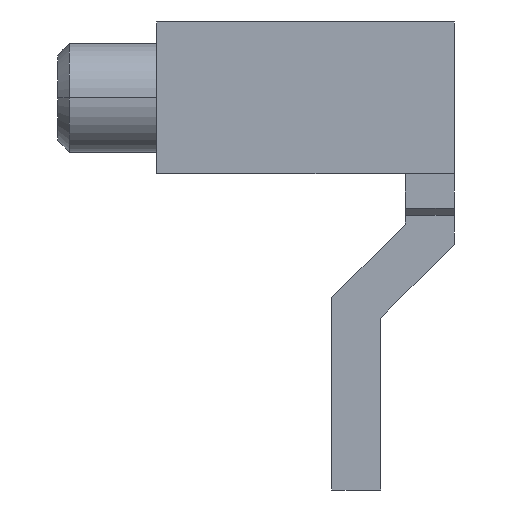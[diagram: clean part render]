
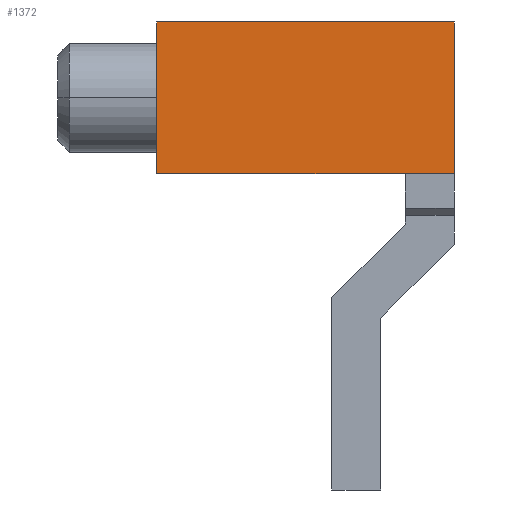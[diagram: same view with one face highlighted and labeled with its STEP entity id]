
A CAD part, left-side view. The second image highlights one B-rep face of the part: STEP entity #1372.
In plain terms, the highlighted planar face has unit normal (-1, 0, 0).
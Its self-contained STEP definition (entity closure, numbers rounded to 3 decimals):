
#1354=AXIS2_PLACEMENT_3D('Plane Axis2P3D',#1351,#1352,#1353) ;
#840=CARTESIAN_POINT('Vertex',(-35.5,47.4,108.75)) ;
#845=CARTESIAN_POINT('Line Origine',(-35.5,47.4,116.5)) ;
#849=CARTESIAN_POINT('Vertex',(-35.5,47.4,124.25)) ;
#1232=CARTESIAN_POINT('Vertex',(-35.5,17.,124.25)) ;
#1235=CARTESIAN_POINT('Line Origine',(-35.5,17.,116.5)) ;
#1239=CARTESIAN_POINT('Vertex',(-35.5,17.,108.75)) ;
#1351=CARTESIAN_POINT('Axis2P3D Location',(-35.5,0.,0.)) ;
#1356=CARTESIAN_POINT('Line Origine',(-35.5,32.2,124.25)) ;
#1361=CARTESIAN_POINT('Line Origine',(-35.5,32.2,108.75)) ;
#846=DIRECTION('Vector Direction',(0.,0.,-1.)) ;
#1236=DIRECTION('Vector Direction',(0.,0.,1.)) ;
#1352=DIRECTION('Axis2P3D Direction',(1.,0.,0.)) ;
#1353=DIRECTION('Axis2P3D XDirection',(0.,1.,0.)) ;
#1357=DIRECTION('Vector Direction',(0.,1.,0.)) ;
#1362=DIRECTION('Vector Direction',(0.,1.,0.)) ;
#847=VECTOR('Line Direction',#846,1.) ;
#1237=VECTOR('Line Direction',#1236,1.) ;
#1358=VECTOR('Line Direction',#1357,1.) ;
#1363=VECTOR('Line Direction',#1362,1.) ;
#1367=ORIENTED_EDGE('',*,*,#1241,.F.) ;
#1368=ORIENTED_EDGE('',*,*,#1360,.F.) ;
#1369=ORIENTED_EDGE('',*,*,#851,.F.) ;
#1370=ORIENTED_EDGE('',*,*,#1365,.F.) ;
#1372=ADVANCED_FACE('Terminali esterni superiori',(#1371),#1355,.F.) ;
#851=EDGE_CURVE('',#841,#850,#848,.F.) ;
#1241=EDGE_CURVE('',#1233,#1240,#1238,.F.) ;
#1360=EDGE_CURVE('',#850,#1233,#1359,.F.) ;
#1365=EDGE_CURVE('',#1240,#841,#1364,.T.) ;
#1366=EDGE_LOOP('',(#1367,#1368,#1369,#1370)) ;
#1371=FACE_OUTER_BOUND('',#1366,.T.) ;
#848=LINE('Line',#845,#847) ;
#1238=LINE('Line',#1235,#1237) ;
#1359=LINE('Line',#1356,#1358) ;
#1364=LINE('Line',#1361,#1363) ;
#1355=PLANE('',#1354) ;
#841=VERTEX_POINT('',#840) ;
#850=VERTEX_POINT('',#849) ;
#1233=VERTEX_POINT('',#1232) ;
#1240=VERTEX_POINT('',#1239) ;
